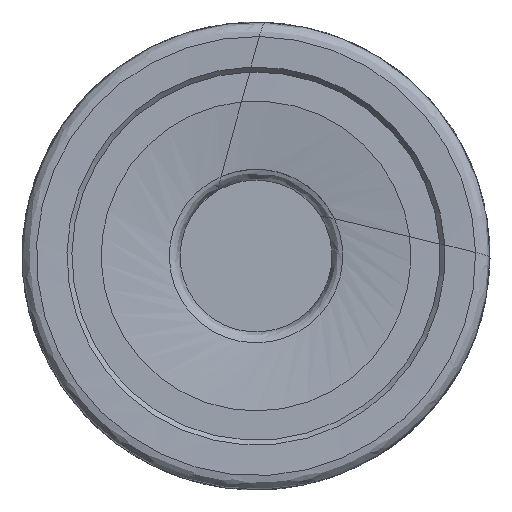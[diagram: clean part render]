
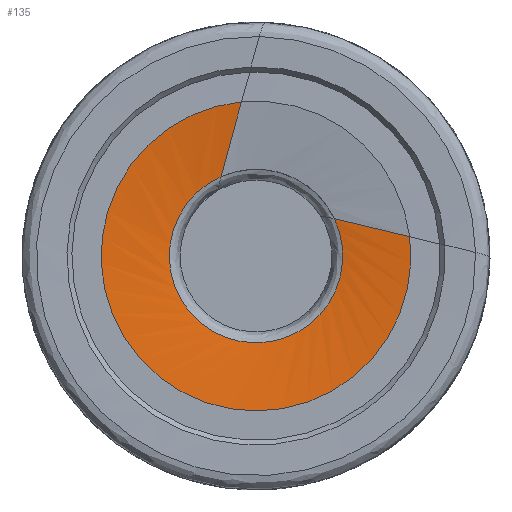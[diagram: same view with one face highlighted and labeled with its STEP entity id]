
A CAD part, left-side view. The second image highlights one B-rep face of the part: STEP entity #135.
In plain terms, the highlighted free-form (B-spline) face has degree [1, 3] with [2, 7] control points.
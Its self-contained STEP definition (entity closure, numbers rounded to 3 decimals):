
#135=ADVANCED_FACE('',(#237),#197,.F.);
#197=(
BOUNDED_SURFACE()
B_SPLINE_SURFACE(1,3,((#1325,#1326,#1327,#1328,#1329,#1330,#1331),(#1332,
#1333,#1334,#1335,#1336,#1337,#1338)),.UNSPECIFIED.,.F.,.F.,.F.)
B_SPLINE_SURFACE_WITH_KNOTS((2,2),(4,3,4),(0.,1.),(0.,0.5,1.),
 .UNSPECIFIED.)
GEOMETRIC_REPRESENTATION_ITEM()
RATIONAL_B_SPLINE_SURFACE(((1.,0.584,0.584,1.,0.584,
0.584,1.),(1.,0.584,0.584,1.,0.584,
0.584,1.)))
REPRESENTATION_ITEM('')
SURFACE()
);
#237=FACE_OUTER_BOUND('',#279,.T.);
#279=EDGE_LOOP('',(#440,#441,#442,#443));
#364=CIRCLE('',#853,4.634);
#365=CIRCLE('',#854,8.275);
#440=ORIENTED_EDGE('',*,*,#701,.F.);
#441=ORIENTED_EDGE('',*,*,#702,.T.);
#442=ORIENTED_EDGE('',*,*,#698,.T.);
#443=ORIENTED_EDGE('',*,*,#703,.T.);
#632=VERTEX_POINT('',#1240);
#633=VERTEX_POINT('',#1241);
#634=VERTEX_POINT('',#1321);
#635=VERTEX_POINT('',#1322);
#698=EDGE_CURVE('',#632,#633,#364,.T.);
#701=EDGE_CURVE('',#634,#635,#365,.T.);
#702=EDGE_CURVE('',#634,#632,#792,.T.);
#703=EDGE_CURVE('',#633,#635,#793,.T.);
#792=LINE('',#1323,#820);
#793=LINE('',#1324,#821);
#820=VECTOR('',#964,1.);
#821=VECTOR('',#965,1.);
#853=AXIS2_PLACEMENT_3D('',#1239,#960,#961);
#854=AXIS2_PLACEMENT_3D('',#1320,#962,#963);
#960=DIRECTION('',(1.,0.,0.));
#961=DIRECTION('',(0.,-0.902,0.431));
#962=DIRECTION('',(1.,0.,0.));
#963=DIRECTION('',(0.,-0.992,0.125));
#964=DIRECTION('',(0.115,0.966,0.231));
#965=DIRECTION('',(-0.115,-0.261,0.959));
#1239=CARTESIAN_POINT('',(0.849,0.,0.));
#1240=CARTESIAN_POINT('',(0.849,-4.181,1.997));
#1241=CARTESIAN_POINT('',(0.849,1.866,4.241));
#1320=CARTESIAN_POINT('',(0.369,0.,0.));
#1321=CARTESIAN_POINT('',(0.369,-8.21,1.036));
#1322=CARTESIAN_POINT('',(0.369,0.779,8.238));
#1323=CARTESIAN_POINT('',(0.849,-4.181,1.997));
#1324=CARTESIAN_POINT('',(0.849,1.866,4.241));
#1325=CARTESIAN_POINT('',(0.849,-4.181,1.997));
#1326=CARTESIAN_POINT('',(0.849,-6.296,-2.429));
#1327=CARTESIAN_POINT('',(0.849,-2.987,-6.051));
#1328=CARTESIAN_POINT('',(0.849,1.612,-4.344));
#1329=CARTESIAN_POINT('',(0.849,6.211,-2.637));
#1330=CARTESIAN_POINT('',(0.849,6.356,2.266));
#1331=CARTESIAN_POINT('',(0.849,1.866,4.241));
#1332=CARTESIAN_POINT('',(0.369,-8.21,1.036));
#1333=CARTESIAN_POINT('',(0.369,-9.307,-7.655));
#1334=CARTESIAN_POINT('',(0.369,-1.663,-11.935));
#1335=CARTESIAN_POINT('',(0.369,5.174,-6.458));
#1336=CARTESIAN_POINT('',(0.369,12.011,-0.98));
#1337=CARTESIAN_POINT('',(0.369,9.501,7.413));
#1338=CARTESIAN_POINT('',(0.369,0.779,8.238));
